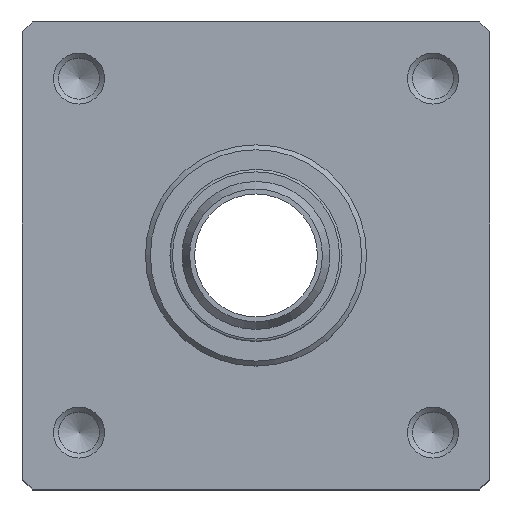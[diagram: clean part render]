
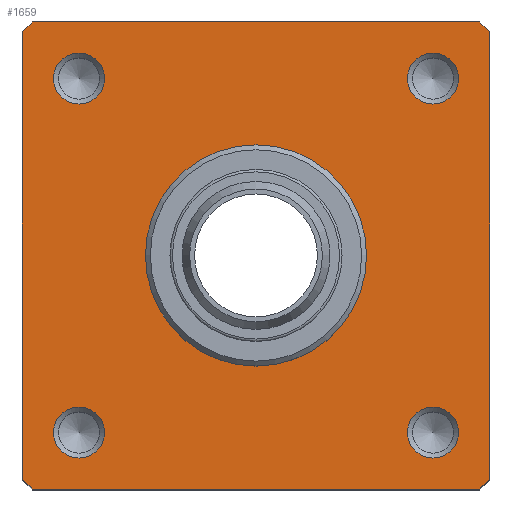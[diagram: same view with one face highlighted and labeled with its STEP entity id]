
A CAD part, top view. The second image highlights one B-rep face of the part: STEP entity #1659.
In plain terms, the highlighted planar face has unit normal (0, 0, 1).
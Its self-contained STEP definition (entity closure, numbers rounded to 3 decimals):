
#537=CARTESIAN_POINT('',(57.5,55.5,60.0));
#538=VERTEX_POINT('',#537);
#547=CARTESIAN_POINT('',(57.5,-35.5,60.0));
#548=VERTEX_POINT('',#547);
#549=CARTESIAN_POINT('',(57.5,55.5,60.0));
#550=DIRECTION('',(0.0,-1.0,0.0));
#551=VECTOR('',#550,91.);
#552=LINE('',#549,#551);
#553=EDGE_CURVE('',#538,#548,#552,.T.);
#1069=CARTESIAN_POINT('',(-37.5,55.5,60.0));
#1070=VERTEX_POINT('',#1069);
#1085=CARTESIAN_POINT('',(-37.5,-35.5,60.0));
#1086=VERTEX_POINT('',#1085);
#1093=CARTESIAN_POINT('',(-37.5,-35.5,60.0));
#1094=DIRECTION('',(0.0,1.0,0.0));
#1095=VECTOR('',#1094,91.);
#1096=LINE('',#1093,#1095);
#1097=EDGE_CURVE('',#1086,#1070,#1096,.T.);
#1161=CARTESIAN_POINT('',(32.5,10.,60.0));
#1162=VERTEX_POINT('',#1161);
#1163=CARTESIAN_POINT('',(10.0,10.0,60.0));
#1164=DIRECTION('',(0.0,0.0,-1.0));
#1165=DIRECTION('',(-1.0,0.0,0.0));
#1166=AXIS2_PLACEMENT_3D('',#1163,#1164,#1165);
#1167=CIRCLE('',#1166,22.5);
#1168=EDGE_CURVE('',#1162,#1162,#1167,.T.);
#1555=CARTESIAN_POINT('',(-20.812,-26.,60.0));
#1556=VERTEX_POINT('',#1555);
#1557=CARTESIAN_POINT('',(-26.0,-26.,60.0));
#1558=DIRECTION('',(0.0,0.0,1.0));
#1559=DIRECTION('',(-1.0,0.0,0.0));
#1560=AXIS2_PLACEMENT_3D('',#1557,#1558,#1559);
#1561=CIRCLE('',#1560,5.188);
#1562=EDGE_CURVE('',#1556,#1556,#1561,.T.);
#1567=CARTESIAN_POINT('',(46.,-26.,60.0));
#1568=DIRECTION('',(0.0,0.0,1.0));
#1569=DIRECTION('',(1.0,0.0,0.0));
#1570=AXIS2_PLACEMENT_3D('',#1567,#1568,#1569);
#1571=PLANE('',#1570);
#1572=CARTESIAN_POINT('',(55.5,57.5,60.0));
#1573=VERTEX_POINT('',#1572);
#1574=CARTESIAN_POINT('',(55.5,57.5,60.0));
#1575=DIRECTION('',(0.707,-0.707,0.0));
#1576=VECTOR('',#1575,2.828);
#1577=LINE('',#1574,#1576);
#1578=EDGE_CURVE('',#1573,#538,#1577,.T.);
#1579=ORIENTED_EDGE('',*,*,#1578,.F.);
#1580=CARTESIAN_POINT('',(-35.5,57.5,60.0));
#1581=VERTEX_POINT('',#1580);
#1582=CARTESIAN_POINT('',(-35.5,57.5,60.0));
#1583=DIRECTION('',(1.0,0.0,0.0));
#1584=VECTOR('',#1583,91.);
#1585=LINE('',#1582,#1584);
#1586=EDGE_CURVE('',#1581,#1573,#1585,.T.);
#1587=ORIENTED_EDGE('',*,*,#1586,.F.);
#1588=CARTESIAN_POINT('',(-37.5,55.5,60.0));
#1589=DIRECTION('',(0.707,0.707,0.0));
#1590=VECTOR('',#1589,2.828);
#1591=LINE('',#1588,#1590);
#1592=EDGE_CURVE('',#1070,#1581,#1591,.T.);
#1593=ORIENTED_EDGE('',*,*,#1592,.F.);
#1594=ORIENTED_EDGE('',*,*,#1097,.F.);
#1595=CARTESIAN_POINT('',(-35.5,-37.5,60.0));
#1596=VERTEX_POINT('',#1595);
#1597=CARTESIAN_POINT('',(-35.5,-37.5,60.0));
#1598=DIRECTION('',(-0.707,0.707,0.0));
#1599=VECTOR('',#1598,2.828);
#1600=LINE('',#1597,#1599);
#1601=EDGE_CURVE('',#1596,#1086,#1600,.T.);
#1602=ORIENTED_EDGE('',*,*,#1601,.F.);
#1603=CARTESIAN_POINT('',(55.5,-37.5,60.0));
#1604=VERTEX_POINT('',#1603);
#1605=CARTESIAN_POINT('',(55.5,-37.5,60.0));
#1606=DIRECTION('',(-1.0,0.0,0.0));
#1607=VECTOR('',#1606,91.);
#1608=LINE('',#1605,#1607);
#1609=EDGE_CURVE('',#1604,#1596,#1608,.T.);
#1610=ORIENTED_EDGE('',*,*,#1609,.F.);
#1611=CARTESIAN_POINT('',(57.5,-35.5,60.0));
#1612=DIRECTION('',(-0.707,-0.707,0.0));
#1613=VECTOR('',#1612,2.828);
#1614=LINE('',#1611,#1613);
#1615=EDGE_CURVE('',#548,#1604,#1614,.T.);
#1616=ORIENTED_EDGE('',*,*,#1615,.F.);
#1617=ORIENTED_EDGE('',*,*,#553,.F.);
#1618=EDGE_LOOP('',(#1579,#1587,#1593,#1594,#1602,#1610,#1616,#1617));
#1619=FACE_OUTER_BOUND('',#1618,.T.);
#1620=ORIENTED_EDGE('',*,*,#1168,.T.);
#1621=EDGE_LOOP('',(#1620));
#1622=FACE_BOUND('',#1621,.T.);
#1623=CARTESIAN_POINT('',(51.188,-26.,60.0));
#1624=VERTEX_POINT('',#1623);
#1625=CARTESIAN_POINT('',(46.,-26.,60.0));
#1626=DIRECTION('',(0.0,0.0,1.0));
#1627=DIRECTION('',(-1.0,0.0,0.0));
#1628=AXIS2_PLACEMENT_3D('',#1625,#1626,#1627);
#1629=CIRCLE('',#1628,5.188);
#1630=EDGE_CURVE('',#1624,#1624,#1629,.T.);
#1631=ORIENTED_EDGE('',*,*,#1630,.F.);
#1632=EDGE_LOOP('',(#1631));
#1633=FACE_BOUND('',#1632,.T.);
#1634=CARTESIAN_POINT('',(-20.812,46.,60.0));
#1635=VERTEX_POINT('',#1634);
#1636=CARTESIAN_POINT('',(-26.0,46.,60.0));
#1637=DIRECTION('',(0.0,0.0,1.0));
#1638=DIRECTION('',(-1.0,0.0,0.0));
#1639=AXIS2_PLACEMENT_3D('',#1636,#1637,#1638);
#1640=CIRCLE('',#1639,5.188);
#1641=EDGE_CURVE('',#1635,#1635,#1640,.T.);
#1642=ORIENTED_EDGE('',*,*,#1641,.F.);
#1643=EDGE_LOOP('',(#1642));
#1644=FACE_BOUND('',#1643,.T.);
#1645=CARTESIAN_POINT('',(51.188,46.,60.0));
#1646=VERTEX_POINT('',#1645);
#1647=CARTESIAN_POINT('',(46.,46.,60.0));
#1648=DIRECTION('',(0.0,0.0,1.0));
#1649=DIRECTION('',(-1.0,0.0,0.0));
#1650=AXIS2_PLACEMENT_3D('',#1647,#1648,#1649);
#1651=CIRCLE('',#1650,5.188);
#1652=EDGE_CURVE('',#1646,#1646,#1651,.T.);
#1653=ORIENTED_EDGE('',*,*,#1652,.F.);
#1654=EDGE_LOOP('',(#1653));
#1655=FACE_BOUND('',#1654,.T.);
#1656=ORIENTED_EDGE('',*,*,#1562,.F.);
#1657=EDGE_LOOP('',(#1656));
#1658=FACE_BOUND('',#1657,.T.);
#1659=ADVANCED_FACE('',(#1619,#1622,#1633,#1644,#1655,#1658),#1571,.T.);
